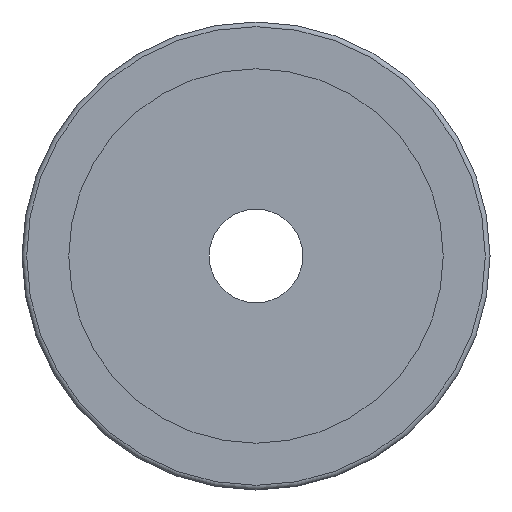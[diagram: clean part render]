
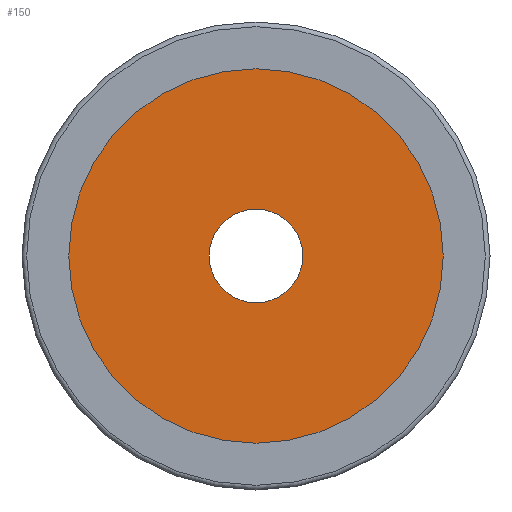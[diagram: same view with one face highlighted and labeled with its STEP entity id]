
A CAD part, front view. The second image highlights one B-rep face of the part: STEP entity #150.
In plain terms, the highlighted planar face has unit normal (0, -1, 0).
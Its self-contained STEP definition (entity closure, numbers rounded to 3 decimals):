
#18=FACE_BOUND('',#48,.T.);
#22=PLANE('',#188);
#34=FACE_OUTER_BOUND('',#47,.T.);
#47=EDGE_LOOP('',(#135));
#48=EDGE_LOOP('',(#136));
#57=CIRCLE('',#166,8.);
#68=CIRCLE('',#183,2.);
#71=VERTEX_POINT('',#245);
#80=VERTEX_POINT('',#273);
#83=EDGE_CURVE('',#71,#71,#57,.T.);
#96=EDGE_CURVE('',#80,#80,#68,.T.);
#135=ORIENTED_EDGE('',*,*,#83,.T.);
#136=ORIENTED_EDGE('',*,*,#96,.T.);
#150=ADVANCED_FACE('',(#34,#18),#22,.F.);
#166=AXIS2_PLACEMENT_3D('',#246,#193,#194);
#183=AXIS2_PLACEMENT_3D('',#274,#229,#230);
#188=AXIS2_PLACEMENT_3D('',#283,#241,#242);
#193=DIRECTION('center_axis',(0.,-1.,0.));
#194=DIRECTION('ref_axis',(1.,0.,0.));
#229=DIRECTION('center_axis',(0.,1.,0.));
#230=DIRECTION('ref_axis',(1.,0.,0.));
#241=DIRECTION('center_axis',(0.,1.,0.));
#242=DIRECTION('ref_axis',(1.,0.,0.));
#245=CARTESIAN_POINT('',(-8.,0.,0.));
#246=CARTESIAN_POINT('Origin',(0.,0.,0.));
#273=CARTESIAN_POINT('',(-2.,0.,0.));
#274=CARTESIAN_POINT('Origin',(0.,0.,0.));
#283=CARTESIAN_POINT('Origin',(0.,0.,0.));
